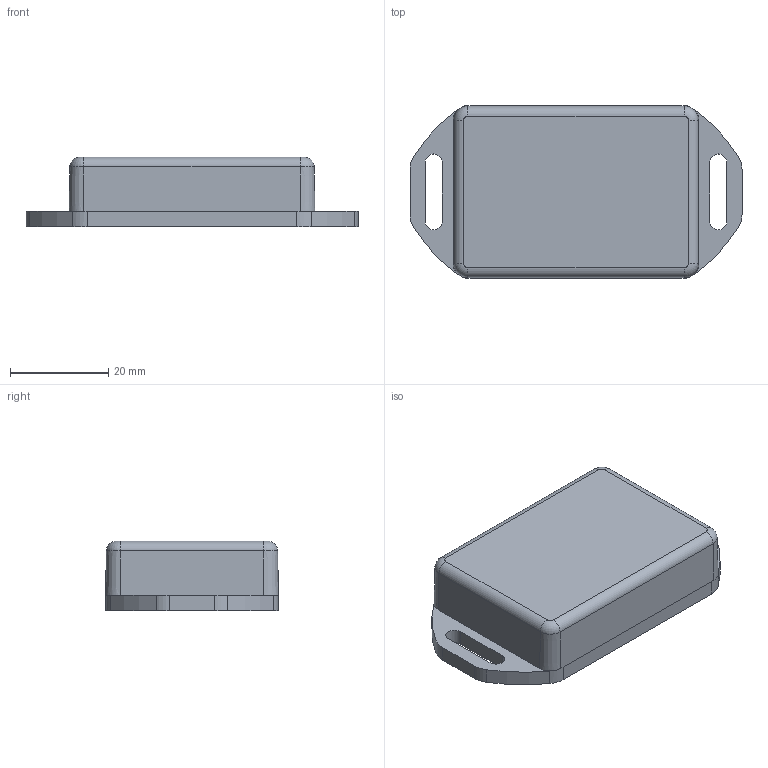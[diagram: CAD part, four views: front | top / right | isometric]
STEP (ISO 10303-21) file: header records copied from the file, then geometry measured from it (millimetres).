
FILE_DESCRIPTION (( 'STEP AP214' ), '1' );
FILE_NAME ('Renogy BT-1 - Without Wire.STEP', '2024-08-08T15:37:25', ( '' ), ( '' ), 'SwSTEP 2.0', 'SolidWorks 2024', '' );
FILE_SCHEMA (( 'AUTOMOTIVE_DESIGN' ));
Length unit declared in the file: millimetre
Products named in the file (1): Renogy BT-1 - Without Wire
Bounding box: 67.5 x 35.15 x 14.12 mm (x, y, z)
Volume: 25364.1 mm3; surface area: 6531.8 mm2
Topology: 1 solids, 1 shells, 48 faces, 122 edges, 76 vertices
Faces by surface type: plane 20, cylinder 20, cone 4, torus 4
Entity records: 1489 total; most frequent: DIRECTION 280, CARTESIAN_POINT 247, ORIENTED_EDGE 244, EDGE_CURVE 122, AXIS2_PLACEMENT_3D 109, VERTEX_POINT 76, VECTOR 62, LINE 62
